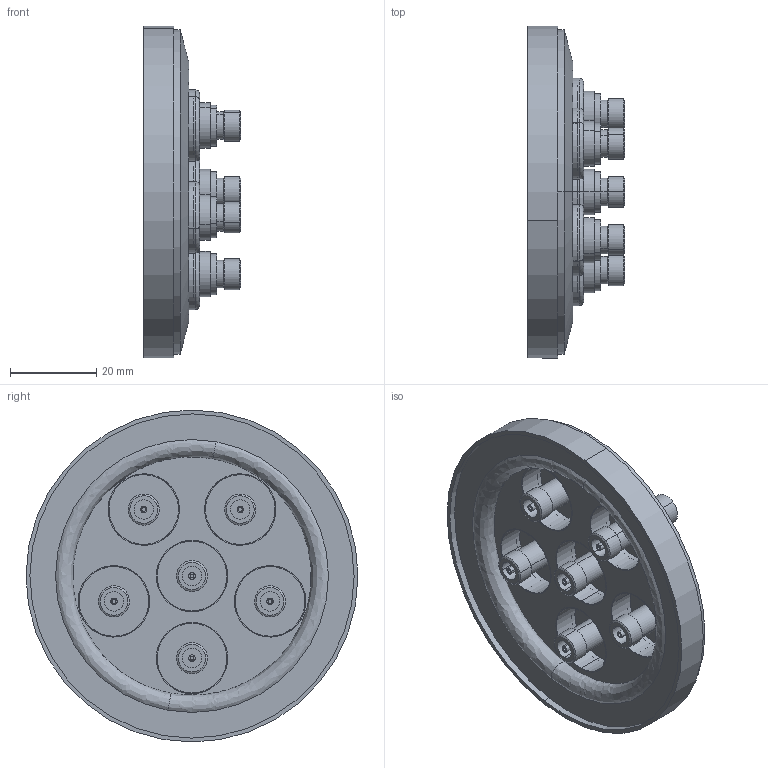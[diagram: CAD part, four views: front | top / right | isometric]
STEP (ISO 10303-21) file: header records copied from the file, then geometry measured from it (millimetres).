
FILE_DESCRIPTION (( 'STEP AP214' ), '1' );
FILE_NAME ('242-SMAD50-K50-6.STEP', '2016-07-22T07:21:11', ( 'allectra' ), ( 'Microsoft' ), 'SwSTEP 2.0', 'SolidWorks 2014', '' );
FILE_SCHEMA (( 'AUTOMOTIVE_DESIGN' ));
Length unit declared in the file: millimetre
Products named in the file (12): 242-SMAD50; 9431-KF50-16.5-6; 242-SMAD50-K50-6; 431-KF50-CR-EX; 9431-KF50-16.5-6_DN50 KF
Assembly tree (8 placements, depth 2):
  242-SMAD50
  242-SMAD50
  9431-KF50-16.5-6
  242-SMAD50-K50-6
    9431-KF50-16.5-6_DN50 KF
    242-SMAD50  x6
    431-KF50-CR-EX
  242-SMAD50
Bounding box: 22.5 x 76.8 x 76.8 mm (x, y, z)
Volume: 31066.4 mm3; surface area: 26434.4 mm2
Topology: 8 solids, 8 shells, 336 faces, 670 edges, 418 vertices
Faces by surface type: cylinder 188, plane 84, cone 50, torus 12, bspline 2
Entity records: 2700 total; most frequent: DIRECTION 464, CARTESIAN_POINT 425, ORIENTED_EDGE 340, AXIS2_PLACEMENT_3D 203, EDGE_CURVE 170, CIRCLE 112, VERTEX_POINT 108, EDGE_LOOP 108
